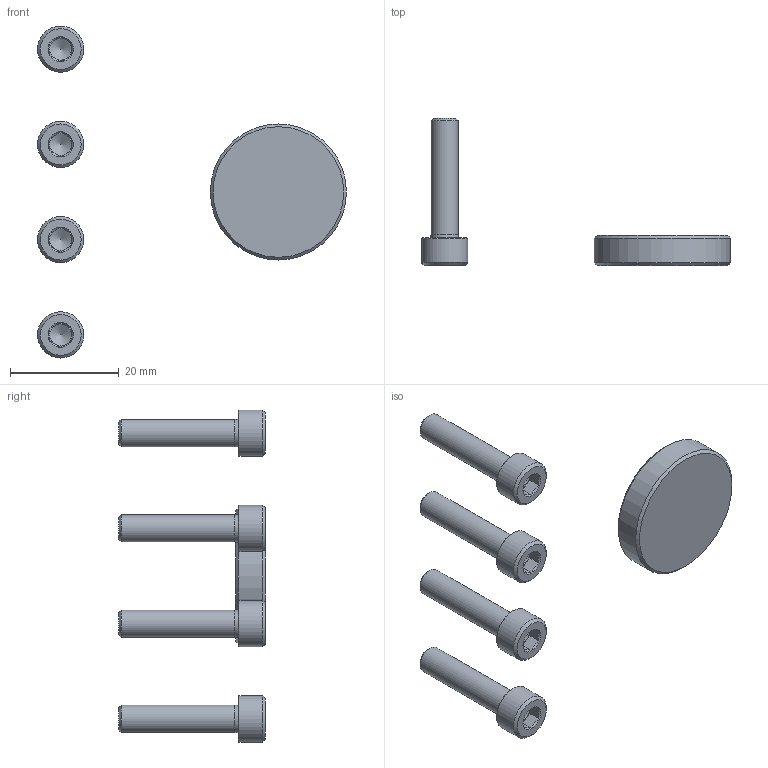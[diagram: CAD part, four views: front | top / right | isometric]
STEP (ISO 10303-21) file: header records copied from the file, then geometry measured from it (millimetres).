
FILE_DESCRIPTION(/* description */ ('STEP AP214'),/* implementation_level */ '2;1');
FILE_NAME(/* name */ '150901_SLZZ-25_16',/* time_stamp */ '2024-09-15T07:26:52+02:00',/* author */ ('License CC BY-ND 4.0'),/* organization */ ('CADENAS'),/* preprocessor_version */ 'ST-DEVELOPER v19.3',/* originating_system */ 'PARTsolutions',/* authorisation */ ' ');
FILE_SCHEMA (('AUTOMOTIVE_DESIGN {1 0 10303 214 3 1 1}'));
Length unit declared in the file: millimetre
Products named in the file (3): 150901 SLZZ-25/16; 330670 SLZZ-25/16; DIN-912 - M5x22(F)
Assembly tree (5 placements, depth 2):
  150901 SLZZ-25/16
    330670 SLZZ-25/16
    DIN-912 - M5x22(F)  x4
Bounding box: 56.75 x 27 x 61 mm (x, y, z)
Volume: 5364.1 mm3; surface area: 3814.8 mm2
Topology: 5 solids, 5 shells, 117 faces, 219 edges, 116 vertices
Faces by surface type: plane 62, cone 46, cylinder 9
Full cylindrical faces by diameter (mm): 5 x4, 8.5 x4, 25 x1
Entity records: 833 total; most frequent: DIRECTION 144, CARTESIAN_POINT 142, ORIENTED_EDGE 96, AXIS2_PLACEMENT_3D 63, EDGE_CURVE 48, FACE_BOUND 45, EDGE_LOOP 44, ADVANCED_FACE 33
